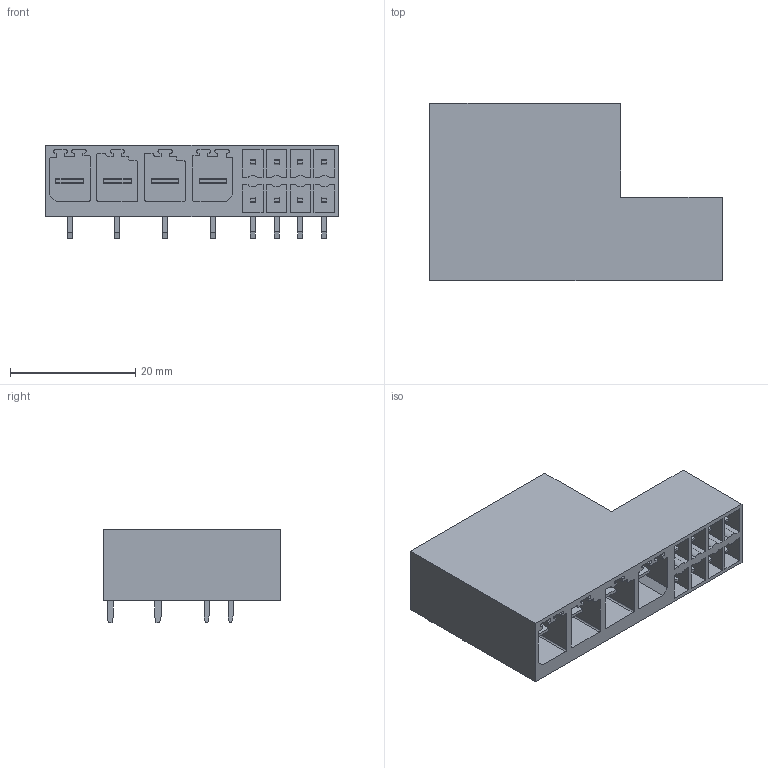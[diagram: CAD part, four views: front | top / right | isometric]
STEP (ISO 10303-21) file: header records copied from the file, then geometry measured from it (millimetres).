
FILE_DESCRIPTION(('CATIA V5 STEP Exchange','CAx-IF Rec.Pracs.--- Model Styling and Organization---1.2---2011-12-15'),'2;1');
FILE_NAME ('D1449519_0', '2018-11-28T04:42:49+00:00', ('none'), ('Weidmueller'), 'CATIA Version 5-6 Release 2014', 'CATIA V5 STEP AP214', 'none');
FILE_SCHEMA(('AUTOMOTIVE_DESIGN { 1 0 10303 214 1 1 1 1 }'));
Length unit declared in the file: millimetre
Products named in the file (1): 1157380000
Bounding box: 46.69 x 28.3 x 14.9 mm (x, y, z)
Volume: 8698.6 mm3; surface area: 9114.9 mm2
Topology: 13 solids, 13 shells, 518 faces, 1436 edges, 952 vertices
Faces by surface type: plane 460, cylinder 58
Entity records: 13598 total; most frequent: ORIENTED_EDGE 2872, CARTESIAN_POINT 2272, DIRECTION 1630, EDGE_CURVE 1264, VECTOR 1164, LINE 1164, VERTEX_POINT 824, EDGE_LOOP 558
